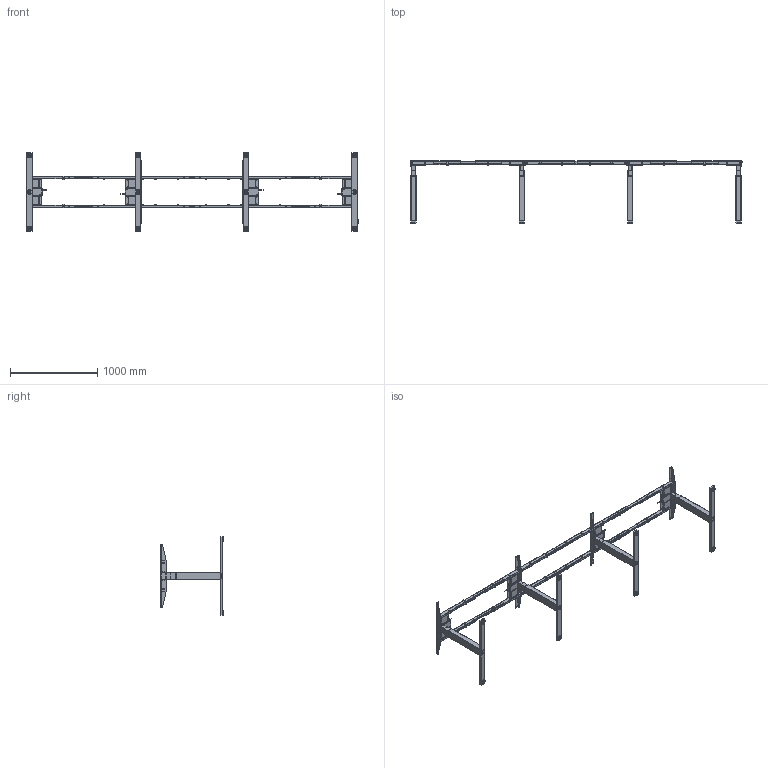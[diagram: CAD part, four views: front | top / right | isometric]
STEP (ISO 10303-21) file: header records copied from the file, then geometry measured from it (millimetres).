
FILE_DESCRIPTION (( 'STEP AP203' ), '1' );
FILE_NAME ('C-Konf. 2.0_CL43YKxxxxxxx_Fl115 Std ramrör 45x25, fot 900.STEP', '2019-01-04T08:26:32', ( '' ), ( '' ), 'SwSTEP 2.0', 'SolidWorks 2015', '' );
FILE_SCHEMA (( 'CONFIG_CONTROL_DESIGN' ));
Products named in the file (1): C-Konf. 2.0_CL43YKxxxxxxx_Fl115 Std ramrör 45x25, fot 900
Bounding box: 3800 x 716.1 x 900 mm (x, y, z)
Surface area: 4724862 mm2 (no closed solid volume)
Topology: 0 solids, 492 shells, 2346 faces, 13092 edges, 11078 vertices
Faces by surface type: plane 1144, cylinder 826, cone 186, torus 110, bspline 72, sphere 8
Entity records: 137260 total; most frequent: CARTESIAN_POINT 38241, DIRECTION 20814, ORIENTED_EDGE 16180, EDGE_CURVE 13084, VERTEX_POINT 11078, AXIS2_PLACEMENT_3D 7175, LINE 6464, VECTOR 6464
